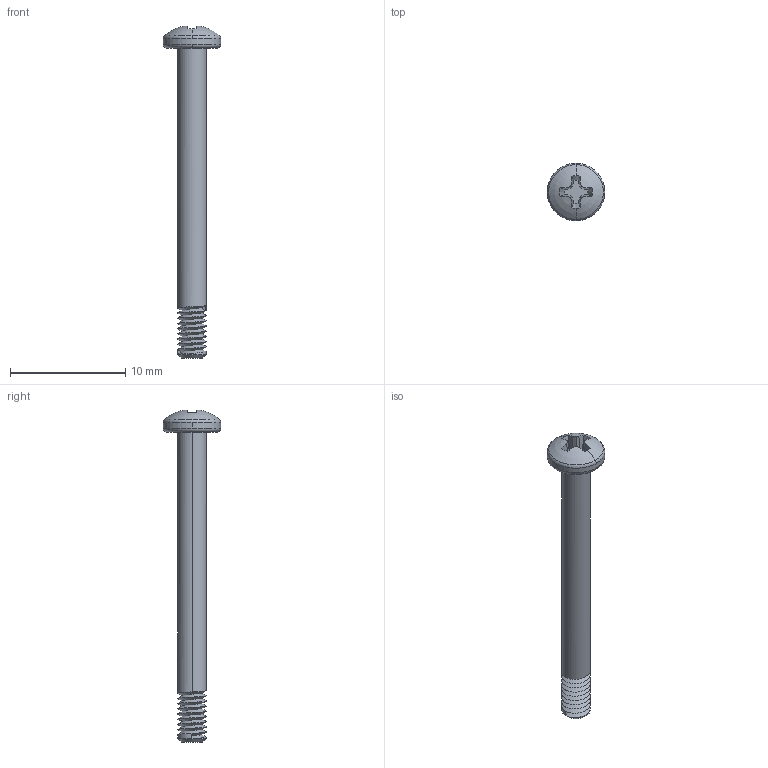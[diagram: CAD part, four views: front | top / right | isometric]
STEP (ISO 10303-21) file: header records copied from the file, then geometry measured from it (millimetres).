
FILE_DESCRIPTION(/* description */ (''),/* implementation_level */ '2;1');
FILE_NAME(/* name */ 'SCREW_M2_5_25_3.stp',/* time_stamp */ '2023-11-01T20:45:50+03:00',/* author */ (''),/* organization */ (''),/* preprocessor_version */ 'ST-DEVELOPER v16.7',/* originating_system */ 'SIEMENS PLM Software NX 12.0',/* authorisation */ '');
FILE_SCHEMA (('AUTOMOTIVE_DESIGN { 1 0 10303 214 3 1 1 1 }'));
Length unit declared in the file: millimetre
Products named in the file (1): SCREW_M2_5_25_3
Bounding box: 5 x 5 x 28.83 mm (x, y, z)
Volume: 150.8 mm3; surface area: 297.4 mm2
Topology: 1 solids, 1 shells, 45 faces, 130 edges, 88 vertices
Faces by surface type: plane 21, cylinder 6, cone 6, bspline 6, torus 4, sphere 2
Entity records: 2968 total; most frequent: CARTESIAN_POINT 1806, ORIENTED_EDGE 260, DIRECTION 217, EDGE_CURVE 130, AXIS2_PLACEMENT_3D 90, VERTEX_POINT 88, CIRCLE 50, EDGE_LOOP 46
